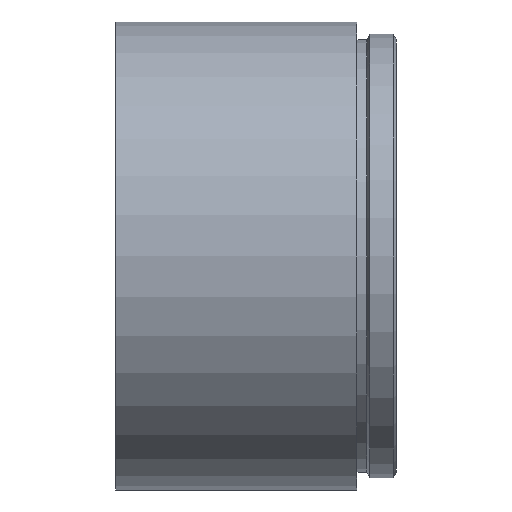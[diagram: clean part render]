
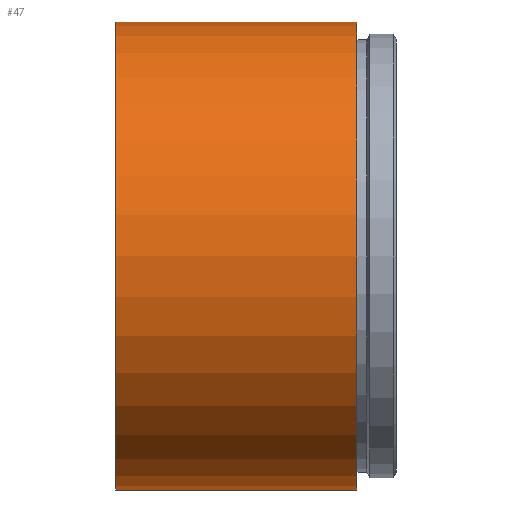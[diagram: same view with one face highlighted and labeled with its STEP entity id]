
A CAD part, front view. The second image highlights one B-rep face of the part: STEP entity #47.
In plain terms, the highlighted cylindrical face has radius 23.75 mm (diameter 47.5 mm), a full revolution.
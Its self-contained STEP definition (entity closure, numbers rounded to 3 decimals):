
#39=CYLINDRICAL_SURFACE('',#215,23.75);
#47=ADVANCED_FACE('',(#67,#68),#39,.T.);
#67=FACE_BOUND('',#100,.T.);
#68=FACE_BOUND('',#101,.T.);
#100=EDGE_LOOP('',(#132));
#101=EDGE_LOOP('',(#133));
#132=ORIENTED_EDGE('',*,*,#180,.F.);
#133=ORIENTED_EDGE('',*,*,#178,.T.);
#162=VERTEX_POINT('',#311);
#164=VERTEX_POINT('',#316);
#178=EDGE_CURVE('',#162,#162,#194,.T.);
#180=EDGE_CURVE('',#164,#164,#196,.T.);
#194=CIRCLE('',#211,23.75);
#196=CIRCLE('',#214,23.75);
#211=AXIS2_PLACEMENT_3D('',#310,#245,#246);
#214=AXIS2_PLACEMENT_3D('',#315,#251,#252);
#215=AXIS2_PLACEMENT_3D('',#317,#253,#254);
#245=DIRECTION('',(1.,0.,0.));
#246=DIRECTION('',(0.,0.,-1.));
#251=DIRECTION('',(1.,0.,0.));
#252=DIRECTION('',(0.,0.,-1.));
#253=DIRECTION('',(1.,0.,0.));
#254=DIRECTION('',(0.,0.,-1.));
#310=CARTESIAN_POINT('',(-24.5,0.,0.));
#311=CARTESIAN_POINT('',(-24.5,0.,-23.75));
#315=CARTESIAN_POINT('',(0.,0.,0.));
#316=CARTESIAN_POINT('',(0.,0.,-23.75));
#317=CARTESIAN_POINT('',(22.,0.,0.));
